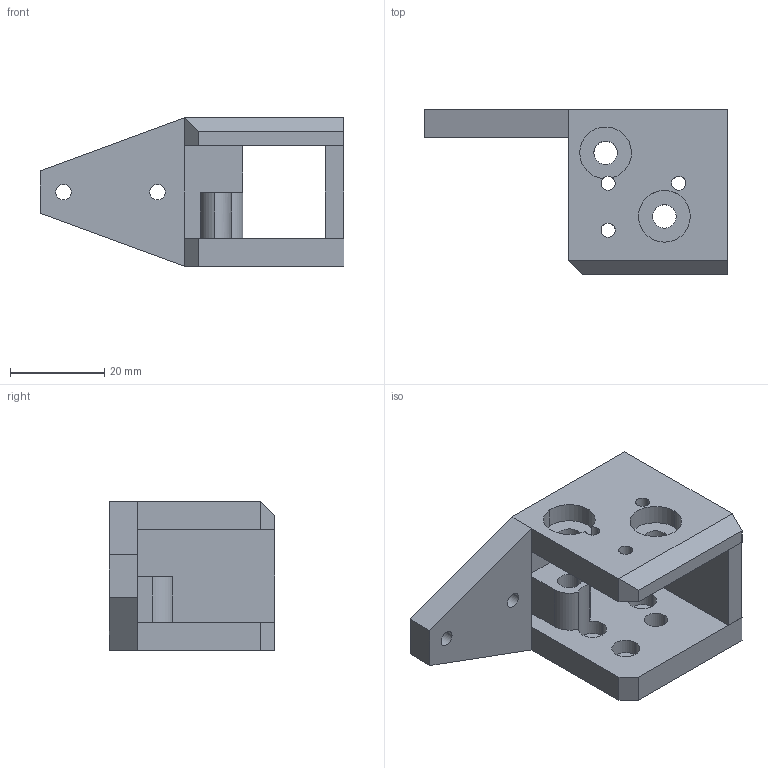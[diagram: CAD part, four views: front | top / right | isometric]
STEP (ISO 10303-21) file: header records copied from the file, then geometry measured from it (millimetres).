
FILE_DESCRIPTION (( 'STEP AP214' ), '1' );
FILE_NAME ('V1Y_Carriage_Right 1.0.STEP', '2022-11-15T20:33:08', ( '' ), ( '' ), 'SwSTEP 2.0', 'SolidWorks 2020', '' );
FILE_SCHEMA (( 'AUTOMOTIVE_DESIGN' ));
Length unit declared in the file: inch
Products named in the file (1): V1Y_Carriage_Right 1.0
Bounding box: 64.65 x 35.2 x 31.6 mm (x, y, z)
Volume: 20076.5 mm3; surface area: 10990.4 mm2
Topology: 1 solids, 1 shells, 90 faces, 244 edges, 161 vertices
Faces by surface type: plane 54, cylinder 36
Entity records: 2976 total; most frequent: DIRECTION 501, CARTESIAN_POINT 499, ORIENTED_EDGE 488, EDGE_CURVE 244, VECTOR 167, AXIS2_PLACEMENT_3D 167, LINE 167, VERTEX_POINT 161
